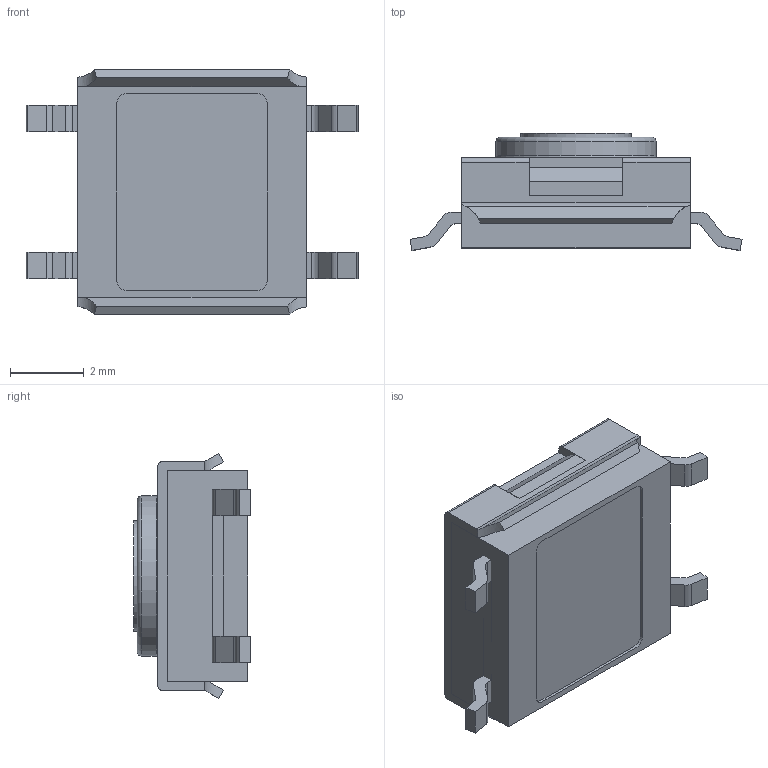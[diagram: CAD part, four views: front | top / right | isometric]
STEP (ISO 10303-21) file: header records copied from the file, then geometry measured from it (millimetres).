
FILE_DESCRIPTION( ( 'STEP AP214' ), ' ' );
FILE_NAME( 'CB315FP.stp', '2017-09-21T03:14:24', ( '' ), ( '' ), ' ', 'PARTsolutions', ' ' );
FILE_SCHEMA( ( 'AUTOMOTIVE_DESIGN { 1 0 10303 214 1 1 1 1 }' ) );
Length unit declared in the file: inch
Products named in the file (4): CB315FP; _CB315FPR-body; _CB315FPR-terminal; _CB315FPR-bracket
Assembly tree (3 placements, depth 2):
  CB315FP
    _CB315FPR-body
    _CB315FPR-terminal
    _CB315FPR-bracket
Bounding box: 8.99 x 3.17 x 6.64 mm (x, y, z)
Volume: 110.3 mm3; surface area: 338.6 mm2
Topology: 3 solids, 3 shells, 111 faces, 306 edges, 201 vertices
Faces by surface type: plane 76, cylinder 33, torus 2
Full cylindrical faces by diameter (mm): 2.997 x2, 4.343 x1
Entity records: 4460 total; most frequent: CARTESIAN_POINT 627, DIRECTION 602, ORIENTED_EDGE 600, EDGE_CURVE 300, LINE 220, VECTOR 220, VERTEX_POINT 200, AXIS2_PLACEMENT_3D 191
